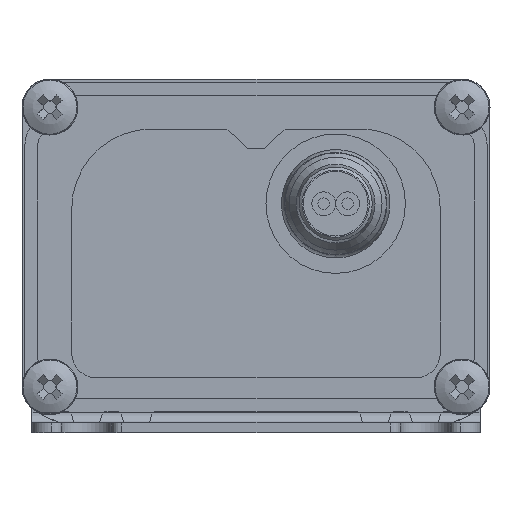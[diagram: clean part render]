
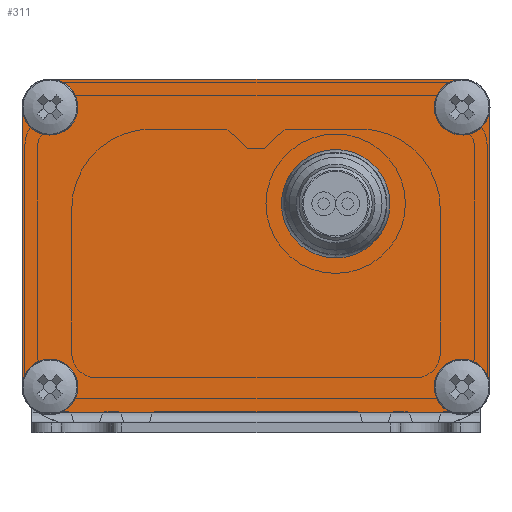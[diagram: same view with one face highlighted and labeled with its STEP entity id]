
A CAD part, left-side view. The second image highlights one B-rep face of the part: STEP entity #311.
In plain terms, the highlighted planar face has unit normal (-1, 0, 0).
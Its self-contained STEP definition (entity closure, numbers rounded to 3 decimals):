
#311=ADVANCED_FACE('',(#4326,#4328),#4330,.T.);
#4326=FACE_BOUND('',#4327,.T.);
#4327=EDGE_LOOP('',(#8797,#8798,#8799,#8800,#8801,#8802,#8803,#8804,#8805,#8806,
#8807));
#4328=FACE_BOUND('',#4329,.T.);
#4329=EDGE_LOOP('',(#8808));
#4330=PLANE('',#4331);
#4331=AXIS2_PLACEMENT_3D('',#4332,#4333,#4334);
#4332=CARTESIAN_POINT('',(-62.,0.,0.));
#4333=DIRECTION('',(-1.,0.,0.));
#4334=DIRECTION('',(0.,-1.,0.));
#8797=ORIENTED_EDGE('',*,*,#10940,.T.);
#8798=ORIENTED_EDGE('',*,*,#10938,.T.);
#8799=ORIENTED_EDGE('',*,*,#10932,.T.);
#8800=ORIENTED_EDGE('',*,*,#10931,.T.);
#8801=ORIENTED_EDGE('',*,*,#10930,.T.);
#8802=ORIENTED_EDGE('',*,*,#10923,.T.);
#8803=ORIENTED_EDGE('',*,*,#10922,.T.);
#8804=ORIENTED_EDGE('',*,*,#10917,.T.);
#8805=ORIENTED_EDGE('',*,*,#10916,.T.);
#8806=ORIENTED_EDGE('',*,*,#11001,.F.);
#8807=ORIENTED_EDGE('',*,*,#10941,.T.);
#8808=ORIENTED_EDGE('',*,*,#11010,.F.);
#10916=EDGE_CURVE('',#12051,#12049,#12052,.T.);
#10917=EDGE_CURVE('',#12053,#12051,#12054,.T.);
#10922=EDGE_CURVE('',#12058,#12053,#12062,.T.);
#10923=EDGE_CURVE('',#12063,#12058,#12064,.T.);
#10930=EDGE_CURVE('',#12072,#12063,#12076,.T.);
#10931=EDGE_CURVE('',#12077,#12072,#12078,.T.);
#10932=EDGE_CURVE('',#12079,#12077,#12080,.T.);
#10938=EDGE_CURVE('',#12086,#12079,#12090,.T.);
#10940=EDGE_CURVE('',#12093,#12086,#12094,.T.);
#10941=EDGE_CURVE('',#12095,#12093,#12096,.T.);
#11001=EDGE_CURVE('',#12095,#12049,#12197,.T.);
#11010=EDGE_CURVE('',#12211,#12211,#12212,.F.);
#12049=VERTEX_POINT('',#13976);
#12051=VERTEX_POINT('',#14002);
#12052=CIRCLE('',#14003,2.8);
#12053=VERTEX_POINT('',#14007);
#12054=CIRCLE('',#14008,2.8);
#12058=VERTEX_POINT('',#14020);
#12062=LINE('',#14028,#14029);
#12063=VERTEX_POINT('',#14031);
#12064=CIRCLE('',#14032,2.8);
#12072=VERTEX_POINT('',#14054);
#12076=LINE('',#14062,#14063);
#12077=VERTEX_POINT('',#14065);
#12078=CIRCLE('',#14066,2.8);
#12079=VERTEX_POINT('',#14070);
#12080=CIRCLE('',#14071,2.8);
#12086=VERTEX_POINT('',#14088);
#12090=LINE('',#14096,#14097);
#12093=VERTEX_POINT('',#14104);
#12094=CIRCLE('',#14105,2.8);
#12095=VERTEX_POINT('',#14109);
#12096=CIRCLE('',#14110,2.8);
#12197=LINE('',#14374,#14375);
#12211=VERTEX_POINT('',#14409);
#12212=CIRCLE('',#14410,5.1);
#13976=CARTESIAN_POINT('',(-62.,19.661,2.));
#14002=CARTESIAN_POINT('',(-62.,22.68,6.58));
#14003=AXIS2_PLACEMENT_3D('',#14004,#14005,#14006);
#14004=CARTESIAN_POINT('',(-62.,20.7,4.6));
#14005=DIRECTION('',(1.,0.,0.));
#14006=DIRECTION('',(0.,0.707,0.707));
#14007=CARTESIAN_POINT('',(-62.,23.5,4.6));
#14008=AXIS2_PLACEMENT_3D('',#14009,#14010,#14011);
#14009=CARTESIAN_POINT('',(-62.,20.7,4.6));
#14010=DIRECTION('',(1.,0.,0.));
#14011=DIRECTION('',(0.,1.,0.));
#14020=CARTESIAN_POINT('',(-62.,23.5,32.7));
#14028=CARTESIAN_POINT('',(-62.,23.5,32.7));
#14029=VECTOR('',#14030,1.);
#14030=DIRECTION('',(0.,0.,-1.));
#14031=CARTESIAN_POINT('',(-62.,20.7,35.5));
#14032=AXIS2_PLACEMENT_3D('',#14033,#14034,#14035);
#14033=CARTESIAN_POINT('',(-62.,20.7,32.7));
#14034=DIRECTION('',(1.,0.,0.));
#14035=DIRECTION('',(0.,0.,1.));
#14054=CARTESIAN_POINT('',(-62.,-20.7,35.5));
#14062=CARTESIAN_POINT('',(-62.,-20.7,35.5));
#14063=VECTOR('',#14064,1.);
#14064=DIRECTION('',(0.,1.,0.));
#14065=CARTESIAN_POINT('',(-62.,-18.72,34.68));
#14066=AXIS2_PLACEMENT_3D('',#14067,#14068,#14069);
#14067=CARTESIAN_POINT('',(-62.,-20.7,32.7));
#14068=DIRECTION('',(1.,0.,0.));
#14069=DIRECTION('',(0.,0.707,0.707));
#14070=CARTESIAN_POINT('',(-62.,-23.5,32.7));
#14071=AXIS2_PLACEMENT_3D('',#14072,#14073,#14074);
#14072=CARTESIAN_POINT('',(-62.,-20.7,32.7));
#14073=DIRECTION('',(1.,0.,0.));
#14074=DIRECTION('',(0.,-1.,0.));
#14088=CARTESIAN_POINT('',(-62.,-23.5,4.6));
#14096=CARTESIAN_POINT('',(-62.,-23.5,4.6));
#14097=VECTOR('',#14098,1.);
#14098=DIRECTION('',(0.,0.,1.));
#14104=CARTESIAN_POINT('',(-62.,-18.72,6.58));
#14105=AXIS2_PLACEMENT_3D('',#14106,#14107,#14108);
#14106=CARTESIAN_POINT('',(-62.,-20.7,4.6));
#14107=DIRECTION('',(1.,0.,0.));
#14108=DIRECTION('',(0.,0.707,0.707));
#14109=CARTESIAN_POINT('',(-62.,-19.661,2.));
#14110=AXIS2_PLACEMENT_3D('',#14111,#14112,#14113);
#14111=CARTESIAN_POINT('',(-62.,-20.7,4.6));
#14112=DIRECTION('',(1.,0.,0.));
#14113=DIRECTION('',(0.,0.371,-0.929));
#14374=CARTESIAN_POINT('',(-62.,-19.661,2.));
#14375=VECTOR('',#14376,1.);
#14376=DIRECTION('',(0.,1.,0.));
#14409=CARTESIAN_POINT('',(-62.,-8.,28.1));
#14410=AXIS2_PLACEMENT_3D('',#14411,#14412,#14413);
#14411=CARTESIAN_POINT('',(-62.,-8.,23.));
#14412=DIRECTION('',(1.,0.,0.));
#14413=DIRECTION('',(0.,0.,1.));
